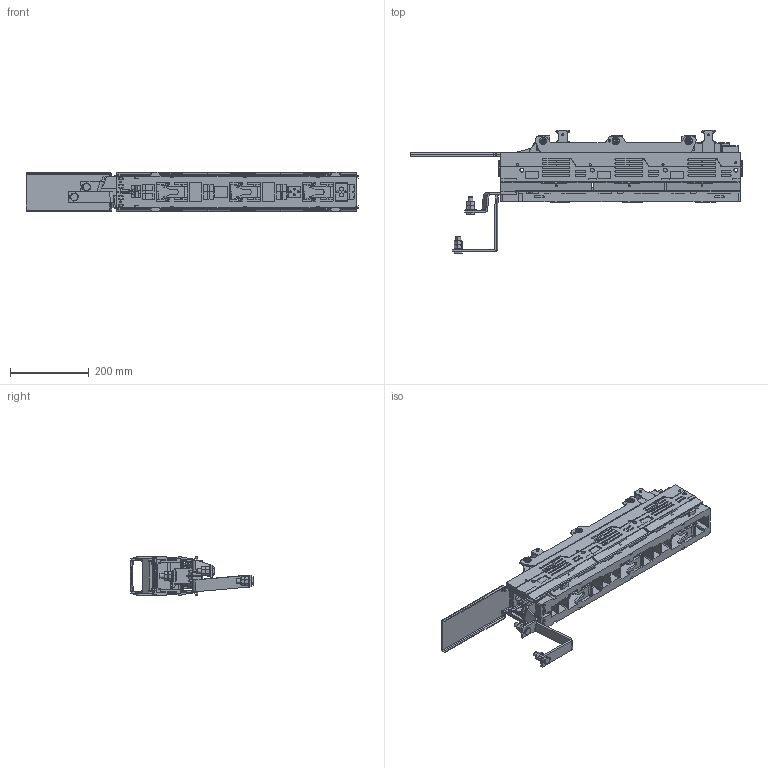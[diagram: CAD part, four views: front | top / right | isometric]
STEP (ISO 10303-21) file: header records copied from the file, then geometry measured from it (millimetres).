
FILE_DESCRIPTION (( 'STEP AP203' ), '1' );
FILE_NAME ('ARS 3-3-T 630A Ó.STEP', '2022-10-14T18:40:21', ( '' ), ( '' ), 'SwSTEP 2.0', 'SolidWorks 2018', '' );
FILE_SCHEMA (( 'CONFIG_CONTROL_DESIGN' ));
Products named in the file (1): ARS 3-3-T 630A Ó
Bounding box: 842.5 x 313.34 x 99.9 mm (x, y, z)
Surface area: 931324.7 mm2 (no closed solid volume)
Topology: 0 solids, 94 shells, 2308 faces, 9095 edges, 6724 vertices
Faces by surface type: plane 1295, cylinder 746, cone 124, bspline 62, sphere 48, torus 33
Entity records: 102406 total; most frequent: CARTESIAN_POINT 28081, DIRECTION 15079, ORIENTED_EDGE 13937, EDGE_CURVE 9074, VERTEX_POINT 6724, LINE 6287, VECTOR 6287, AXIS2_PLACEMENT_3D 4396
